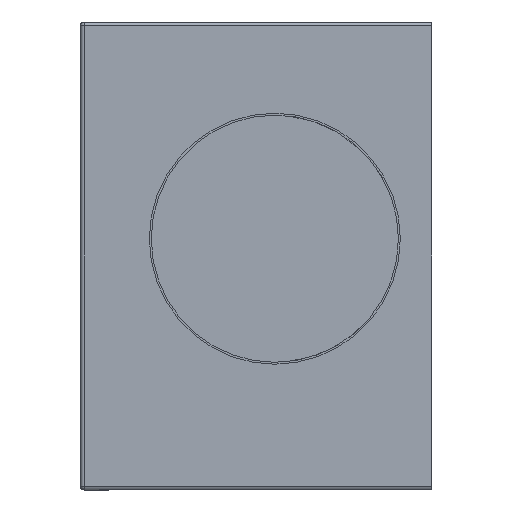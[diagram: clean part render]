
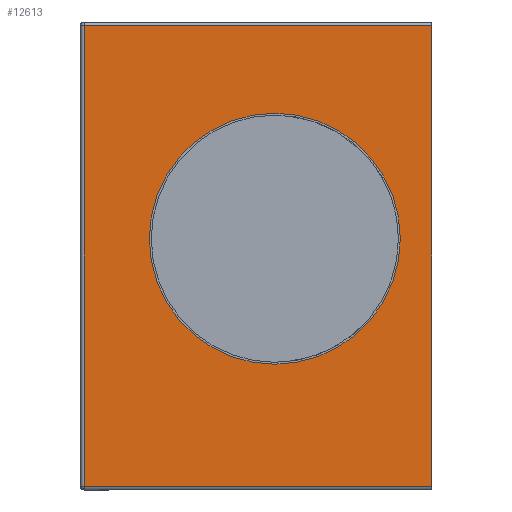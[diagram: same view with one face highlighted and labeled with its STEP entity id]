
A CAD part, left-side view. The second image highlights one B-rep face of the part: STEP entity #12613.
In plain terms, the highlighted planar face has unit normal (-1, 0, 0).
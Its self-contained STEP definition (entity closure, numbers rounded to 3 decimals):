
#348 = DIRECTION ( 'NONE',  ( 0., 1., 0. ) ) ;
#418 = CIRCLE ( 'NONE', #14540, 159.941 ) ;
#487 = CARTESIAN_POINT ( 'NONE',  ( -749.5, 1199., -235.25 ) ) ;
#787 = ORIENTED_EDGE ( 'NONE', *, *, #3402, .T. ) ;
#1120 = VERTEX_POINT ( 'NONE', #23060 ) ;
#1922 = LINE ( 'NONE', #10902, #20430 ) ;
#1966 = FACE_OUTER_BOUND ( 'NONE', #5136, .T. ) ;
#2000 = VERTEX_POINT ( 'NONE', #11659 ) ;
#2656 = CARTESIAN_POINT ( 'NONE',  ( -749.5, 999., -257.25 ) ) ;
#3402 = EDGE_CURVE ( 'NONE', #14643, #2000, #418, .T. ) ;
#4026 = EDGE_CURVE ( 'NONE', #27621, #21335, #24982, .T. ) ;
#4186 = FACE_BOUND ( 'NONE', #10099, .T. ) ;
#5136 = EDGE_LOOP ( 'NONE', ( #24787, #25839, #20537, #9677 ) ) ;
#5461 = CARTESIAN_POINT ( 'NONE',  ( -749.5, 1220.5, -550.5 ) ) ;
#6627 = VECTOR ( 'NONE', #22778, 1000. ) ;
#6904 = CARTESIAN_POINT ( 'NONE',  ( -749.5, 1039.059, -235.25 ) ) ;
#6992 = AXIS2_PLACEMENT_3D ( 'NONE', #487, #21113, #348 ) ;
#7372 = LINE ( 'NONE', #2656, #8193 ) ;
#8193 = VECTOR ( 'NONE', #18414, 1000. ) ;
#8259 = DIRECTION ( 'NONE',  ( 1., 0., 0. ) ) ;
#9677 = ORIENTED_EDGE ( 'NONE', *, *, #20772, .T. ) ;
#10099 = EDGE_LOOP ( 'NONE', ( #17913, #787 ) ) ;
#10330 = CARTESIAN_POINT ( 'NONE',  ( -749.5, 1442., -550.5 ) ) ;
#10902 = CARTESIAN_POINT ( 'NONE',  ( -749.5, 1442., -257.25 ) ) ;
#11659 = CARTESIAN_POINT ( 'NONE',  ( -749.5, 1358.941, -235.25 ) ) ;
#12247 = CARTESIAN_POINT ( 'NONE',  ( -749.5, 1199., -235.25 ) ) ;
#12613 = ADVANCED_FACE ( 'NONE', ( #4186, #1966 ), #29062, .T. ) ;
#12660 = DIRECTION ( 'NONE',  ( 0., 1., 0. ) ) ;
#12876 = CARTESIAN_POINT ( 'NONE',  ( -749.5, 1442.001, 36.001 ) ) ;
#13159 = EDGE_CURVE ( 'NONE', #1120, #20578, #23556, .T. ) ;
#14540 = AXIS2_PLACEMENT_3D ( 'NONE', #12247, #8259, #17262 ) ;
#14643 = VERTEX_POINT ( 'NONE', #6904 ) ;
#17262 = DIRECTION ( 'NONE',  ( 0., 1., 0. ) ) ;
#17913 = ORIENTED_EDGE ( 'NONE', *, *, #25468, .T. ) ;
#18414 = DIRECTION ( 'NONE',  ( 0., 0., -1. ) ) ;
#18534 = VECTOR ( 'NONE', #12660, 1000. ) ;
#18684 = CARTESIAN_POINT ( 'NONE',  ( -749.5, 1442., 36. ) ) ;
#19894 = DIRECTION ( 'NONE',  ( 0., 0., -1. ) ) ;
#20430 = VECTOR ( 'NONE', #19894, 1000. ) ;
#20537 = ORIENTED_EDGE ( 'NONE', *, *, #4026, .T. ) ;
#20578 = VERTEX_POINT ( 'NONE', #10330 ) ;
#20772 = EDGE_CURVE ( 'NONE', #21335, #20578, #1922, .T. ) ;
#20858 = EDGE_CURVE ( 'NONE', #27621, #1120, #7372, .T. ) ;
#21113 = DIRECTION ( 'NONE',  ( 1., 0., 0. ) ) ;
#21335 = VERTEX_POINT ( 'NONE', #18684 ) ;
#21669 = DIRECTION ( 'NONE',  ( 0., 0., -1. ) ) ;
#21777 = AXIS2_PLACEMENT_3D ( 'NONE', #12876, #21856, #21669 ) ;
#21856 = DIRECTION ( 'NONE',  ( -1., 0., 0. ) ) ;
#22778 = DIRECTION ( 'NONE',  ( 0., 1., 0. ) ) ;
#23060 = CARTESIAN_POINT ( 'NONE',  ( -749.5, 999., -550.5 ) ) ;
#23556 = LINE ( 'NONE', #5461, #18534 ) ;
#24787 = ORIENTED_EDGE ( 'NONE', *, *, #13159, .F. ) ;
#24982 = LINE ( 'NONE', #27496, #6627 ) ;
#25460 = CARTESIAN_POINT ( 'NONE',  ( -749.5, 999., 36. ) ) ;
#25468 = EDGE_CURVE ( 'NONE', #2000, #14643, #28638, .T. ) ;
#25839 = ORIENTED_EDGE ( 'NONE', *, *, #20858, .F. ) ;
#27496 = CARTESIAN_POINT ( 'NONE',  ( -749.5, 1220.5, 36. ) ) ;
#27621 = VERTEX_POINT ( 'NONE', #25460 ) ;
#28638 = CIRCLE ( 'NONE', #6992, 159.941 ) ;
#29062 = PLANE ( 'NONE',  #21777 ) ;
